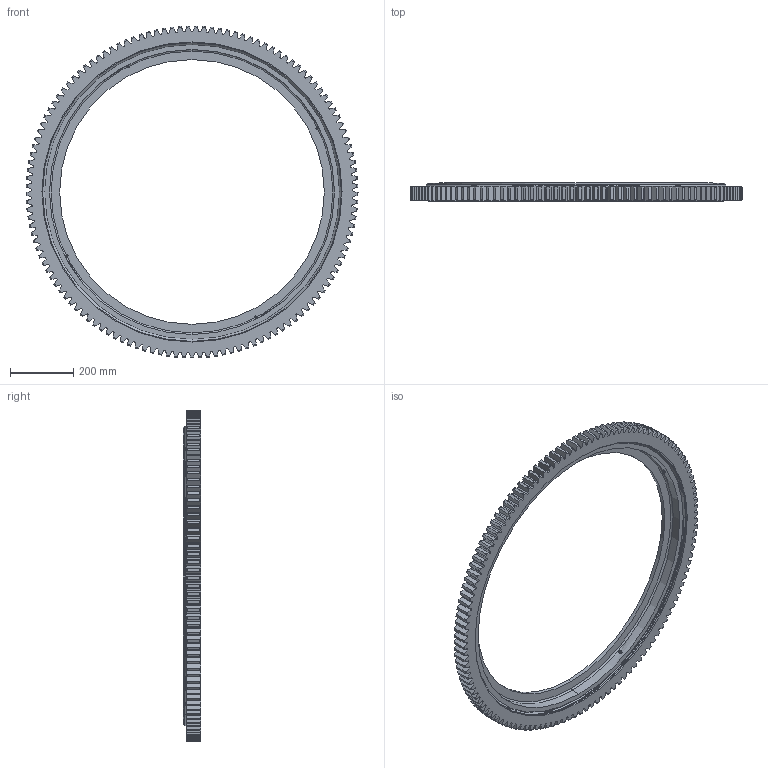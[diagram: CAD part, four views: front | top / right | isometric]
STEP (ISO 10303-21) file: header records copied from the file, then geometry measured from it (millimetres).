
FILE_DESCRIPTION (( 'STEP AP203' ), '1' );
FILE_NAME ('21-0941-00.STEP', '2017-12-27T15:16:21', ( 'defontaine' ), ( 'Hewlett-Packard Company' ), 'SwSTEP 2.0', 'SolidWorks 2016', '' );
FILE_SCHEMA (( 'CONFIG_CONTROL_DESIGN' ));
Length unit declared in the file: millimetre
Products named in the file (1): 21-0941-00
Bounding box: 1045.99 x 56 x 1045.93 mm (x, y, z)
Volume: 9145239 mm3; surface area: 1502603.8 mm2
Topology: 9 solids, 9 shells, 931 faces, 2659 edges, 1757 vertices
Faces by surface type: plane 311, cylinder 291, cone 291, torus 28, sphere 10
Entity records: 31645 total; most frequent: CARTESIAN_POINT 7404, ORIENTED_EDGE 5308, DIRECTION 4938, EDGE_CURVE 2654, AXIS2_PLACEMENT_3D 1884, VERTEX_POINT 1754, VECTOR 1170, LINE 1170
